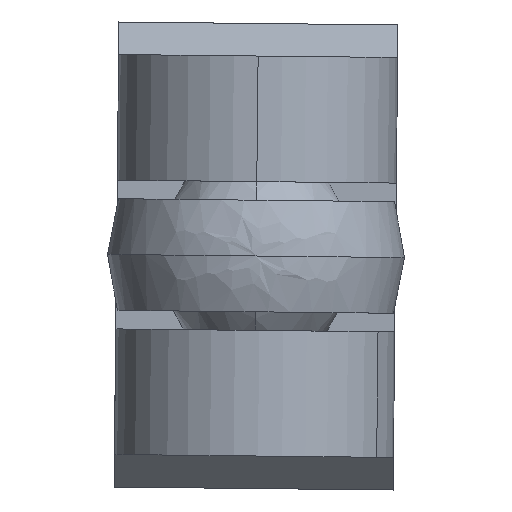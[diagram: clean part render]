
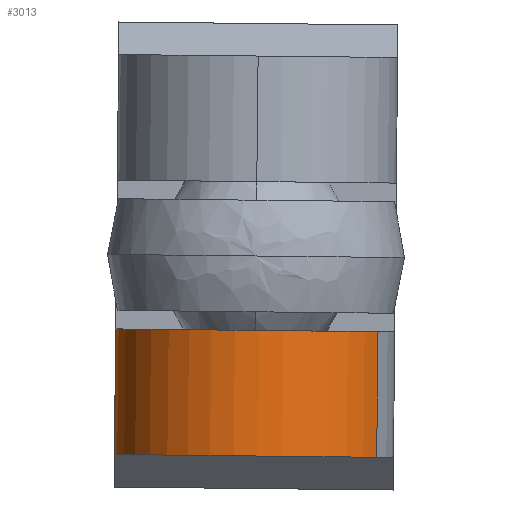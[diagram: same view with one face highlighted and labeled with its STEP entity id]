
A CAD part, left-side view. The second image highlights one B-rep face of the part: STEP entity #3013.
In plain terms, the highlighted cylindrical face has radius 15 mm (diameter 30 mm), a partial arc.
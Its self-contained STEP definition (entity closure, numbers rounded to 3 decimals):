
#408 = EDGE_CURVE ( 'NONE', #4184, #1899, #1967, .T. ) ;
#484 = AXIS2_PLACEMENT_3D ( 'NONE', #2464, #1047, #707 ) ;
#647 = AXIS2_PLACEMENT_3D ( 'NONE', #657, #4354, #1497 ) ;
#657 = CARTESIAN_POINT ( 'NONE',  ( 0., 0., 13.5 ) ) ;
#707 = DIRECTION ( 'NONE',  ( -1., 0., 0. ) ) ;
#752 = ORIENTED_EDGE ( 'NONE', *, *, #408, .F. ) ;
#772 = EDGE_CURVE ( 'NONE', #2741, #1219, #4170, .T. ) ;
#963 = DIRECTION ( 'NONE',  ( 0., 0., -1. ) ) ;
#970 = DIRECTION ( 'NONE',  ( 1., 0., 0. ) ) ;
#992 = CARTESIAN_POINT ( 'NONE',  ( 15., 0., 13.5 ) ) ;
#1047 = DIRECTION ( 'NONE',  ( 0., 0., -1. ) ) ;
#1076 = CARTESIAN_POINT ( 'NONE',  ( -15., 0., 13.5 ) ) ;
#1086 = AXIS2_PLACEMENT_3D ( 'NONE', #1688, #1332, #970 ) ;
#1219 = VERTEX_POINT ( 'NONE', #2276 ) ;
#1225 = VECTOR ( 'NONE', #2924, 1000. ) ;
#1250 = CIRCLE ( 'NONE', #1086, 15. ) ;
#1332 = DIRECTION ( 'NONE',  ( 0., 0., 1. ) ) ;
#1497 = DIRECTION ( 'NONE',  ( 1., 0., 0. ) ) ;
#1686 = CYLINDRICAL_SURFACE ( 'NONE', #484, 15. ) ;
#1688 = CARTESIAN_POINT ( 'NONE',  ( 0., 0., 0. ) ) ;
#1878 = EDGE_LOOP ( 'NONE', ( #2765, #4649, #3005, #752 ) ) ;
#1899 = VERTEX_POINT ( 'NONE', #1933 ) ;
#1933 = CARTESIAN_POINT ( 'NONE',  ( -15., 0., 0. ) ) ;
#1967 = LINE ( 'NONE', #1076, #1225 ) ;
#2042 = CIRCLE ( 'NONE', #647, 15. ) ;
#2180 = VECTOR ( 'NONE', #963, 1000. ) ;
#2276 = CARTESIAN_POINT ( 'NONE',  ( 15., 0., 0. ) ) ;
#2464 = CARTESIAN_POINT ( 'NONE',  ( 0., 0., 13.5 ) ) ;
#2621 = EDGE_CURVE ( 'NONE', #1219, #1899, #1250, .T. ) ;
#2741 = VERTEX_POINT ( 'NONE', #3474 ) ;
#2765 = ORIENTED_EDGE ( 'NONE', *, *, #3160, .F. ) ;
#2924 = DIRECTION ( 'NONE',  ( 0., 0., -1. ) ) ;
#3005 = ORIENTED_EDGE ( 'NONE', *, *, #2621, .T. ) ;
#3013 = ADVANCED_FACE ( 'NONE', ( #3231 ), #1686, .T. ) ;
#3160 = EDGE_CURVE ( 'NONE', #2741, #4184, #2042, .T. ) ;
#3231 = FACE_OUTER_BOUND ( 'NONE', #1878, .T. ) ;
#3474 = CARTESIAN_POINT ( 'NONE',  ( 15., 0., 13.5 ) ) ;
#4170 = LINE ( 'NONE', #992, #2180 ) ;
#4184 = VERTEX_POINT ( 'NONE', #4446 ) ;
#4354 = DIRECTION ( 'NONE',  ( 0., 0., 1. ) ) ;
#4446 = CARTESIAN_POINT ( 'NONE',  ( -15., 0., 13.5 ) ) ;
#4649 = ORIENTED_EDGE ( 'NONE', *, *, #772, .T. ) ;
